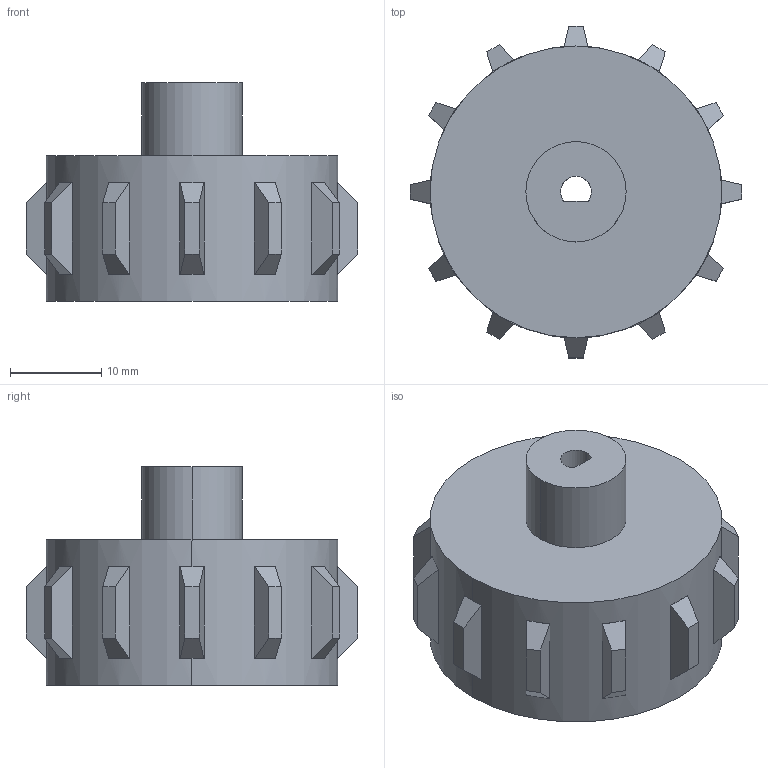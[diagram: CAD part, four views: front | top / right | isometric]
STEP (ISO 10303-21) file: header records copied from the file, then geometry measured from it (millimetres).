
FILE_DESCRIPTION (( 'STEP AP203' ), '1' );
FILE_NAME ('1.) Drive Gear.STEP', '2024-04-05T14:33:13', ( '' ), ( '' ), 'SwSTEP 2.0', 'SolidWorks 2024', '' );
FILE_SCHEMA (( 'CONFIG_CONTROL_DESIGN' ));
Length unit declared in the file: millimetre
Products named in the file (1): 1.) Drive Gear
Bounding box: 36.4 x 36.4 x 24 mm (x, y, z)
Volume: 9627.4 mm3; surface area: 4804.7 mm2
Topology: 1 solids, 1 shells, 124 faces, 300 edges, 190 vertices
Faces by surface type: plane 114, cylinder 8, torus 2
Entity records: 3655 total; most frequent: DIRECTION 620, CARTESIAN_POINT 615, ORIENTED_EDGE 600, EDGE_CURVE 300, LINE 230, VECTOR 230, AXIS2_PLACEMENT_3D 195, VERTEX_POINT 190
